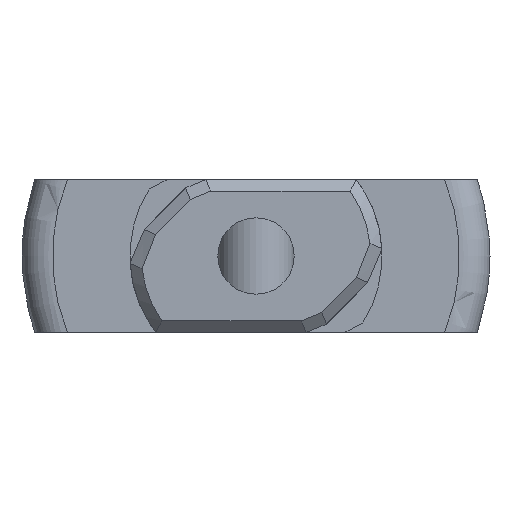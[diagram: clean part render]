
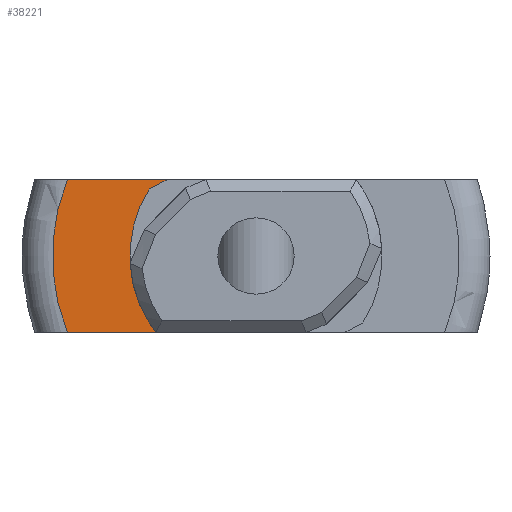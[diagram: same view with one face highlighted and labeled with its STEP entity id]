
A CAD part, left-side view. The second image highlights one B-rep face of the part: STEP entity #38221.
In plain terms, the highlighted planar face has unit normal (-1, 0, 0).
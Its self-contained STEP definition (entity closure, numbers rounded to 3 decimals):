
#722 = PLANE('',#723);
#723 = AXIS2_PLACEMENT_3D('',#724,#725,#726);
#724 = CARTESIAN_POINT('',(-6.25,-6.25,2.));
#725 = DIRECTION('',(0.,0.,1.));
#726 = DIRECTION('',(0.,1.,0.));
#16964 = VERTEX_POINT('',#16965);
#16965 = CARTESIAN_POINT('',(0.,4.94,2.));
#16999 = TOROIDAL_SURFACE('',#17000,5.329,0.8);
#17000 = AXIS2_PLACEMENT_3D('',#17001,#17002,#17003);
#17001 = CARTESIAN_POINT('',(0.8,0.,0.));
#17002 = DIRECTION('',(1.,0.,0.));
#17003 = DIRECTION('',(0.,0.,-1.));
#17033 = EDGE_CURVE('',#16964,#17034,#17036,.T.);
#17034 = VERTEX_POINT('',#17035);
#17035 = CARTESIAN_POINT('',(0.,2.327,2.));
#17036 = SURFACE_CURVE('',#17037,(#17041,#17048),.PCURVE_S1.);
#17037 = LINE('',#17038,#17039);
#17038 = CARTESIAN_POINT('',(0.,5.79,2.));
#17039 = VECTOR('',#17040,1.);
#17040 = DIRECTION('',(0.,-1.,0.));
#17041 = PCURVE('',#722,#17042);
#17042 = DEFINITIONAL_REPRESENTATION('',(#17043),#17047);
#17043 = LINE('',#17044,#17045);
#17044 = CARTESIAN_POINT('',(12.04,-6.25));
#17045 = VECTOR('',#17046,1.);
#17046 = DIRECTION('',(-1.,-0.));
#17047 = ( GEOMETRIC_REPRESENTATION_CONTEXT(2) 
PARAMETRIC_REPRESENTATION_CONTEXT() REPRESENTATION_CONTEXT('2D SPACE',''
  ) );
#17048 = PCURVE('',#17049,#17054);
#17049 = PLANE('',#17050);
#17050 = AXIS2_PLACEMENT_3D('',#17051,#17052,#17053);
#17051 = CARTESIAN_POINT('',(0.,5.329,
    0.));
#17052 = DIRECTION('',(-1.,0.,0.));
#17053 = DIRECTION('',(0.,0.,1.));
#17054 = DEFINITIONAL_REPRESENTATION('',(#17055),#17059);
#17055 = LINE('',#17056,#17057);
#17056 = CARTESIAN_POINT('',(2.,0.46));
#17057 = VECTOR('',#17058,1.);
#17058 = DIRECTION('',(0.,-1.));
#17059 = ( GEOMETRIC_REPRESENTATION_CONTEXT(2) 
PARAMETRIC_REPRESENTATION_CONTEXT() REPRESENTATION_CONTEXT('2D SPACE',''
  ) );
#17077 = PLANE('',#17078);
#17078 = AXIS2_PLACEMENT_3D('',#17079,#17080,#17081);
#17079 = CARTESIAN_POINT('',(-33.625,2.561,1.878));
#17080 = DIRECTION('',(0.,0.464,0.886
    ));
#17081 = DIRECTION('',(1.,0.,0.));
#34427 = PLANE('',#34428);
#34428 = AXIS2_PLACEMENT_3D('',#34429,#34430,#34431);
#34429 = CARTESIAN_POINT('',(-6.25,6.25,-2.));
#34430 = DIRECTION('',(0.,0.,-1.));
#34431 = DIRECTION('',(0.,-1.,0.));
#36508 = PLANE('',#36509);
#36509 = AXIS2_PLACEMENT_3D('',#36510,#36511,#36512);
#36510 = CARTESIAN_POINT('',(-33.625,2.561,-1.878));
#36511 = DIRECTION('',(0.,0.464,
    -0.886));
#36512 = DIRECTION('',(-1.,0.,0.));
#36528 = VERTEX_POINT('',#36529);
#36529 = CARTESIAN_POINT('',(0.,2.795,
    -1.755));
#36543 = CYLINDRICAL_SURFACE('',#36544,3.3);
#36544 = AXIS2_PLACEMENT_3D('',#36545,#36546,#36547);
#36545 = CARTESIAN_POINT('',(-33.625,0.,
    0.));
#36546 = DIRECTION('',(1.,0.,0.));
#36547 = DIRECTION('',(0.,1.,0.));
#36555 = EDGE_CURVE('',#36556,#36528,#36558,.T.);
#36556 = VERTEX_POINT('',#36557);
#36557 = CARTESIAN_POINT('',(0.,2.327,-2.));
#36558 = SURFACE_CURVE('',#36559,(#36563,#36570),.PCURVE_S1.);
#36559 = LINE('',#36560,#36561);
#36560 = CARTESIAN_POINT('',(0.,4.033,-1.107));
#36561 = VECTOR('',#36562,1.);
#36562 = DIRECTION('',(0.,0.886,0.464
    ));
#36563 = PCURVE('',#36508,#36564);
#36564 = DEFINITIONAL_REPRESENTATION('',(#36565),#36569);
#36565 = LINE('',#36566,#36567);
#36566 = CARTESIAN_POINT('',(-33.625,1.662));
#36567 = VECTOR('',#36568,1.);
#36568 = DIRECTION('',(0.,1.));
#36569 = ( GEOMETRIC_REPRESENTATION_CONTEXT(2) 
PARAMETRIC_REPRESENTATION_CONTEXT() REPRESENTATION_CONTEXT('2D SPACE',''
  ) );
#36570 = PCURVE('',#17049,#36571);
#36571 = DEFINITIONAL_REPRESENTATION('',(#36572),#36576);
#36572 = LINE('',#36573,#36574);
#36573 = CARTESIAN_POINT('',(-1.107,-1.296));
#36574 = VECTOR('',#36575,1.);
#36575 = DIRECTION('',(0.464,0.886));
#36576 = ( GEOMETRIC_REPRESENTATION_CONTEXT(2) 
PARAMETRIC_REPRESENTATION_CONTEXT() REPRESENTATION_CONTEXT('2D SPACE',''
  ) );
#37064 = EDGE_CURVE('',#36556,#37065,#37067,.T.);
#37065 = VERTEX_POINT('',#37066);
#37066 = CARTESIAN_POINT('',(0.,4.94,-2.));
#37067 = SURFACE_CURVE('',#37068,(#37072,#37079),.PCURVE_S1.);
#37068 = LINE('',#37069,#37070);
#37069 = CARTESIAN_POINT('',(0.,-0.46,-2.));
#37070 = VECTOR('',#37071,1.);
#37071 = DIRECTION('',(0.,1.,0.));
#37072 = PCURVE('',#34427,#37073);
#37073 = DEFINITIONAL_REPRESENTATION('',(#37074),#37078);
#37074 = LINE('',#37075,#37076);
#37075 = CARTESIAN_POINT('',(6.71,-6.25));
#37076 = VECTOR('',#37077,1.);
#37077 = DIRECTION('',(-1.,-0.));
#37078 = ( GEOMETRIC_REPRESENTATION_CONTEXT(2) 
PARAMETRIC_REPRESENTATION_CONTEXT() REPRESENTATION_CONTEXT('2D SPACE',''
  ) );
#37079 = PCURVE('',#17049,#37080);
#37080 = DEFINITIONAL_REPRESENTATION('',(#37081),#37085);
#37081 = LINE('',#37082,#37083);
#37082 = CARTESIAN_POINT('',(-2.,-5.79));
#37083 = VECTOR('',#37084,1.);
#37084 = DIRECTION('',(0.,1.));
#37085 = ( GEOMETRIC_REPRESENTATION_CONTEXT(2) 
PARAMETRIC_REPRESENTATION_CONTEXT() REPRESENTATION_CONTEXT('2D SPACE',''
  ) );
#37708 = EDGE_CURVE('',#37709,#17034,#37711,.T.);
#37709 = VERTEX_POINT('',#37710);
#37710 = CARTESIAN_POINT('',(0.,2.795,
    1.755));
#37711 = SURFACE_CURVE('',#37712,(#37716,#37723),.PCURVE_S1.);
#37712 = LINE('',#37713,#37714);
#37713 = CARTESIAN_POINT('',(0.,4.033,1.107));
#37714 = VECTOR('',#37715,1.);
#37715 = DIRECTION('',(0.,-0.886,
    0.464));
#37716 = PCURVE('',#17077,#37717);
#37717 = DEFINITIONAL_REPRESENTATION('',(#37718),#37722);
#37718 = LINE('',#37719,#37720);
#37719 = CARTESIAN_POINT('',(33.625,1.662));
#37720 = VECTOR('',#37721,1.);
#37721 = DIRECTION('',(0.,-1.));
#37722 = ( GEOMETRIC_REPRESENTATION_CONTEXT(2) 
PARAMETRIC_REPRESENTATION_CONTEXT() REPRESENTATION_CONTEXT('2D SPACE',''
  ) );
#37723 = PCURVE('',#17049,#37724);
#37724 = DEFINITIONAL_REPRESENTATION('',(#37725),#37729);
#37725 = LINE('',#37726,#37727);
#37726 = CARTESIAN_POINT('',(1.107,-1.296));
#37727 = VECTOR('',#37728,1.);
#37728 = DIRECTION('',(0.464,-0.886));
#37729 = ( GEOMETRIC_REPRESENTATION_CONTEXT(2) 
PARAMETRIC_REPRESENTATION_CONTEXT() REPRESENTATION_CONTEXT('2D SPACE',''
  ) );
#37758 = EDGE_CURVE('',#36528,#37709,#37759,.T.);
#37759 = SURFACE_CURVE('',#37760,(#37765,#37772),.PCURVE_S1.);
#37760 = CIRCLE('',#37761,3.3);
#37761 = AXIS2_PLACEMENT_3D('',#37762,#37763,#37764);
#37762 = CARTESIAN_POINT('',(0.,0.,
    0.));
#37763 = DIRECTION('',(1.,0.,0.));
#37764 = DIRECTION('',(0.,0.,1.));
#37765 = PCURVE('',#36543,#37766);
#37766 = DEFINITIONAL_REPRESENTATION('',(#37767),#37771);
#37767 = LINE('',#37768,#37769);
#37768 = CARTESIAN_POINT('',(1.571,33.625));
#37769 = VECTOR('',#37770,1.);
#37770 = DIRECTION('',(1.,0.));
#37771 = ( GEOMETRIC_REPRESENTATION_CONTEXT(2) 
PARAMETRIC_REPRESENTATION_CONTEXT() REPRESENTATION_CONTEXT('2D SPACE',''
  ) );
#37772 = PCURVE('',#17049,#37773);
#37773 = DEFINITIONAL_REPRESENTATION('',(#37774),#37782);
#37774 = ( BOUNDED_CURVE() B_SPLINE_CURVE(2,(#37775,#37776,#37777,#37778
    ,#37779,#37780,#37781),.UNSPECIFIED.,.T.,.F.) 
B_SPLINE_CURVE_WITH_KNOTS((1,2,2,2,2,1),(-2.094,0.,
    2.094,4.189,6.283,8.378),
.UNSPECIFIED.) CURVE() GEOMETRIC_REPRESENTATION_ITEM() 
RATIONAL_B_SPLINE_CURVE((1.,0.5,1.,0.5,1.,0.5,1.)) REPRESENTATION_ITEM(
  '') );
#37775 = CARTESIAN_POINT('',(3.3,-5.329));
#37776 = CARTESIAN_POINT('',(3.3,-11.045));
#37777 = CARTESIAN_POINT('',(-1.65,-8.187));
#37778 = CARTESIAN_POINT('',(-6.6,-5.329));
#37779 = CARTESIAN_POINT('',(-1.65,-2.471));
#37780 = CARTESIAN_POINT('',(3.3,0.387));
#37781 = CARTESIAN_POINT('',(3.3,-5.329));
#37782 = ( GEOMETRIC_REPRESENTATION_CONTEXT(2) 
PARAMETRIC_REPRESENTATION_CONTEXT() REPRESENTATION_CONTEXT('2D SPACE',''
  ) );
#38221 = ADVANCED_FACE('',(#38222),#17049,.T.);
#38222 = FACE_BOUND('',#38223,.T.);
#38223 = EDGE_LOOP('',(#38224,#38225,#38226,#38227,#38253,#38254));
#38224 = ORIENTED_EDGE('',*,*,#37758,.T.);
#38225 = ORIENTED_EDGE('',*,*,#37708,.T.);
#38226 = ORIENTED_EDGE('',*,*,#17033,.F.);
#38227 = ORIENTED_EDGE('',*,*,#38228,.F.);
#38228 = EDGE_CURVE('',#37065,#16964,#38229,.T.);
#38229 = SURFACE_CURVE('',#38230,(#38235,#38246),.PCURVE_S1.);
#38230 = CIRCLE('',#38231,5.329);
#38231 = AXIS2_PLACEMENT_3D('',#38232,#38233,#38234);
#38232 = CARTESIAN_POINT('',(0.,0.,0.)
  );
#38233 = DIRECTION('',(1.,0.,0.));
#38234 = DIRECTION('',(0.,0.,1.));
#38235 = PCURVE('',#17049,#38236);
#38236 = DEFINITIONAL_REPRESENTATION('',(#38237),#38245);
#38237 = ( BOUNDED_CURVE() B_SPLINE_CURVE(2,(#38238,#38239,#38240,#38241
    ,#38242,#38243,#38244),.UNSPECIFIED.,.T.,.F.) 
B_SPLINE_CURVE_WITH_KNOTS((1,2,2,2,2,1),(-2.094,0.,
    2.094,4.189,6.283,8.378),
.UNSPECIFIED.) CURVE() GEOMETRIC_REPRESENTATION_ITEM() 
RATIONAL_B_SPLINE_CURVE((1.,0.5,1.,0.5,1.,0.5,1.)) REPRESENTATION_ITEM(
  '') );
#38238 = CARTESIAN_POINT('',(5.329,-5.329));
#38239 = CARTESIAN_POINT('',(5.329,-14.56));
#38240 = CARTESIAN_POINT('',(-2.665,-9.945));
#38241 = CARTESIAN_POINT('',(-10.659,-5.329));
#38242 = CARTESIAN_POINT('',(-2.665,-0.714));
#38243 = CARTESIAN_POINT('',(5.329,3.901));
#38244 = CARTESIAN_POINT('',(5.329,-5.329));
#38245 = ( GEOMETRIC_REPRESENTATION_CONTEXT(2) 
PARAMETRIC_REPRESENTATION_CONTEXT() REPRESENTATION_CONTEXT('2D SPACE',''
  ) );
#38246 = PCURVE('',#16999,#38247);
#38247 = DEFINITIONAL_REPRESENTATION('',(#38248),#38252);
#38248 = LINE('',#38249,#38250);
#38249 = CARTESIAN_POINT('',(-3.142,4.712));
#38250 = VECTOR('',#38251,1.);
#38251 = DIRECTION('',(1.,0.));
#38252 = ( GEOMETRIC_REPRESENTATION_CONTEXT(2) 
PARAMETRIC_REPRESENTATION_CONTEXT() REPRESENTATION_CONTEXT('2D SPACE',''
  ) );
#38253 = ORIENTED_EDGE('',*,*,#37064,.F.);
#38254 = ORIENTED_EDGE('',*,*,#36555,.T.);
